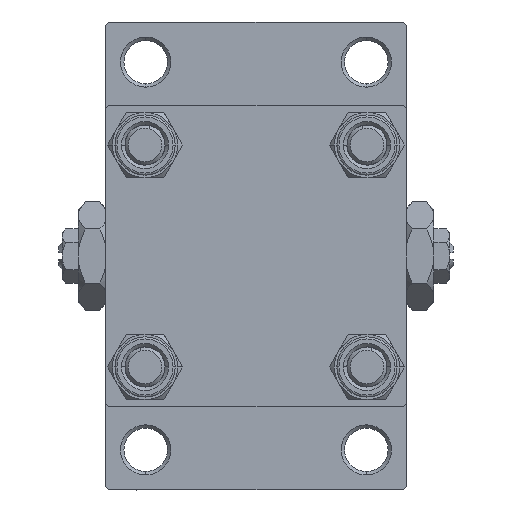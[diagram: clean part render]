
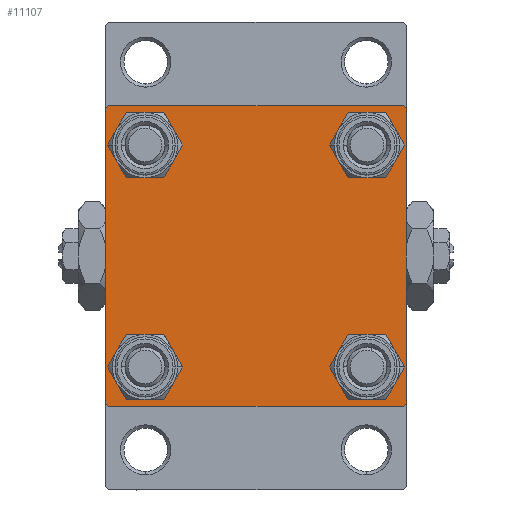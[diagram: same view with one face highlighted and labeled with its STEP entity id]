
A CAD part, left-side view. The second image highlights one B-rep face of the part: STEP entity #11107.
In plain terms, the highlighted planar face has unit normal (-1, 0, 0).
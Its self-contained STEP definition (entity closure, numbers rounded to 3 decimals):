
#810 = DIRECTION ( 'NONE',  ( 0., 0., 1. ) ) ;
#821 = DIRECTION ( 'NONE',  ( 0., 0., 1. ) ) ;
#1437 = VECTOR ( 'NONE', #22795, 1000. ) ;
#1899 = EDGE_CURVE ( 'NONE', #11172, #21914, #20896, .T. ) ;
#2371 = CARTESIAN_POINT ( 'NONE',  ( 0., -22.25, 22.25 ) ) ;
#2550 = CARTESIAN_POINT ( 'NONE',  ( 0., -16.6, 16.6 ) ) ;
#2802 = ORIENTED_EDGE ( 'NONE', *, *, #23687, .T. ) ;
#2976 = CARTESIAN_POINT ( 'NONE',  ( 0., -16.6, -16.6 ) ) ;
#3466 = EDGE_CURVE ( 'NONE', #39254, #42206, #15833, .T. ) ;
#3586 = VECTOR ( 'NONE', #49709, 1000. ) ;
#4089 = VERTEX_POINT ( 'NONE', #32504 ) ;
#5231 = AXIS2_PLACEMENT_3D ( 'NONE', #2550, #22842, #38707 ) ;
#5456 = CARTESIAN_POINT ( 'NONE',  ( 0., 16.6, -16.6 ) ) ;
#5470 = CARTESIAN_POINT ( 'NONE',  ( 0., -22.5, 22.5 ) ) ;
#6079 = VERTEX_POINT ( 'NONE', #15629 ) ;
#6152 = DIRECTION ( 'NONE',  ( 1., 0., 0. ) ) ;
#6197 = FACE_BOUND ( 'NONE', #6595, .T. ) ;
#6595 = EDGE_LOOP ( 'NONE', ( #37615, #18438 ) ) ;
#6980 = CARTESIAN_POINT ( 'NONE',  ( 0., 16.6, -16.6 ) ) ;
#7094 = CARTESIAN_POINT ( 'NONE',  ( 0., 16.6, 16.6 ) ) ;
#8365 = CARTESIAN_POINT ( 'NONE',  ( 0., -16.6, 16.6 ) ) ;
#8545 = CARTESIAN_POINT ( 'NONE',  ( 0., 22., -22.5 ) ) ;
#8795 = LINE ( 'NONE', #28306, #21533 ) ;
#8932 = CARTESIAN_POINT ( 'NONE',  ( 0., -22., 22.5 ) ) ;
#9046 = EDGE_CURVE ( 'NONE', #21914, #11172, #17042, .T. ) ;
#9658 = ORIENTED_EDGE ( 'NONE', *, *, #13488, .T. ) ;
#9692 = VERTEX_POINT ( 'NONE', #26609 ) ;
#10017 = DIRECTION ( 'NONE',  ( 0., 0.707, -0.707 ) ) ;
#10162 = LINE ( 'NONE', #5470, #3586 ) ;
#10413 = DIRECTION ( 'NONE',  ( 1., 0., 0. ) ) ;
#11107 = ADVANCED_FACE ( 'NONE', ( #22067, #41065, #17649, #6197, #33513 ), #46001, .T. ) ;
#11172 = VERTEX_POINT ( 'NONE', #34297 ) ;
#12971 = DIRECTION ( 'NONE',  ( 0., -0.707, -0.707 ) ) ;
#13235 = DIRECTION ( 'NONE',  ( 0., -1., 0. ) ) ;
#13488 = EDGE_CURVE ( 'NONE', #19391, #6079, #31147, .T. ) ;
#13740 = DIRECTION ( 'NONE',  ( 0., 0., 1. ) ) ;
#13789 = DIRECTION ( 'NONE',  ( 0., 0., 1. ) ) ;
#13943 = CARTESIAN_POINT ( 'NONE',  ( 0., -16.6, 13.1 ) ) ;
#14227 = EDGE_LOOP ( 'NONE', ( #15411, #48310 ) ) ;
#14293 = CARTESIAN_POINT ( 'NONE',  ( 0., -22.5, 22. ) ) ;
#14472 = VERTEX_POINT ( 'NONE', #13943 ) ;
#15411 = ORIENTED_EDGE ( 'NONE', *, *, #3466, .T. ) ;
#15535 = DIRECTION ( 'NONE',  ( 0., 0., 1. ) ) ;
#15629 = CARTESIAN_POINT ( 'NONE',  ( 0., 22.5, -22. ) ) ;
#15833 = CIRCLE ( 'NONE', #22501, 3.5 ) ;
#15852 = VECTOR ( 'NONE', #10017, 1000. ) ;
#16719 = ORIENTED_EDGE ( 'NONE', *, *, #50997, .F. ) ;
#16880 = CIRCLE ( 'NONE', #34354, 3.5 ) ;
#17042 = CIRCLE ( 'NONE', #27862, 3.5 ) ;
#17066 = VERTEX_POINT ( 'NONE', #8545 ) ;
#17468 = EDGE_LOOP ( 'NONE', ( #17750, #40329 ) ) ;
#17649 = FACE_BOUND ( 'NONE', #14227, .T. ) ;
#17750 = ORIENTED_EDGE ( 'NONE', *, *, #29994, .T. ) ;
#17907 = DIRECTION ( 'NONE',  ( -1., 0., 0. ) ) ;
#18438 = ORIENTED_EDGE ( 'NONE', *, *, #31474, .T. ) ;
#19273 = AXIS2_PLACEMENT_3D ( 'NONE', #40767, #6152, #48572 ) ;
#19322 = DIRECTION ( 'NONE',  ( 0., 0., 1. ) ) ;
#19391 = VERTEX_POINT ( 'NONE', #33875 ) ;
#20330 = DIRECTION ( 'NONE',  ( 1., 0., 0. ) ) ;
#20779 = EDGE_CURVE ( 'NONE', #17066, #4089, #8795, .T. ) ;
#20896 = CIRCLE ( 'NONE', #19273, 3.5 ) ;
#20928 = ORIENTED_EDGE ( 'NONE', *, *, #48758, .T. ) ;
#21045 = CARTESIAN_POINT ( 'NONE',  ( 0., 16.6, 13.1 ) ) ;
#21533 = VECTOR ( 'NONE', #36625, 1000. ) ;
#21559 = CARTESIAN_POINT ( 'NONE',  ( 0., 22.5, 22.5 ) ) ;
#21914 = VERTEX_POINT ( 'NONE', #50007 ) ;
#22067 = FACE_BOUND ( 'NONE', #17468, .T. ) ;
#22234 = DIRECTION ( 'NONE',  ( 1., 0., 0. ) ) ;
#22501 = AXIS2_PLACEMENT_3D ( 'NONE', #5456, #28379, #810 ) ;
#22795 = DIRECTION ( 'NONE',  ( 0., -0.707, 0.707 ) ) ;
#22805 = EDGE_LOOP ( 'NONE', ( #28994, #25034 ) ) ;
#22842 = DIRECTION ( 'NONE',  ( 1., 0., 0. ) ) ;
#23464 = AXIS2_PLACEMENT_3D ( 'NONE', #8365, #20330, #821 ) ;
#23687 = EDGE_CURVE ( 'NONE', #9692, #19391, #45650, .T. ) ;
#23930 = VECTOR ( 'NONE', #12971, 1000. ) ;
#24181 = VERTEX_POINT ( 'NONE', #21045 ) ;
#24280 = CIRCLE ( 'NONE', #23464, 3.5 ) ;
#24746 = AXIS2_PLACEMENT_3D ( 'NONE', #6980, #27502, #15535 ) ;
#25034 = ORIENTED_EDGE ( 'NONE', *, *, #9046, .T. ) ;
#25135 = ORIENTED_EDGE ( 'NONE', *, *, #34631, .F. ) ;
#26400 = CARTESIAN_POINT ( 'NONE',  ( 0., 22.25, 22.25 ) ) ;
#26609 = CARTESIAN_POINT ( 'NONE',  ( 0., 22., 22.5 ) ) ;
#27502 = DIRECTION ( 'NONE',  ( 1., 0., 0. ) ) ;
#27862 = AXIS2_PLACEMENT_3D ( 'NONE', #2976, #22234, #42530 ) ;
#28219 = VERTEX_POINT ( 'NONE', #8932 ) ;
#28306 = CARTESIAN_POINT ( 'NONE',  ( 0., 22.5, -22.5 ) ) ;
#28379 = DIRECTION ( 'NONE',  ( 1., 0., 0. ) ) ;
#28994 = ORIENTED_EDGE ( 'NONE', *, *, #1899, .T. ) ;
#29994 = EDGE_CURVE ( 'NONE', #43728, #14472, #46775, .T. ) ;
#30423 = AXIS2_PLACEMENT_3D ( 'NONE', #33257, #17907, #13740 ) ;
#31147 = LINE ( 'NONE', #34296, #48682 ) ;
#31347 = CARTESIAN_POINT ( 'NONE',  ( 0., -22.25, -22.25 ) ) ;
#31474 = EDGE_CURVE ( 'NONE', #24181, #44792, #16880, .T. ) ;
#32242 = EDGE_CURVE ( 'NONE', #44792, #24181, #41816, .T. ) ;
#32340 = EDGE_CURVE ( 'NONE', #14472, #43728, #24280, .T. ) ;
#32465 = ORIENTED_EDGE ( 'NONE', *, *, #44060, .T. ) ;
#32504 = CARTESIAN_POINT ( 'NONE',  ( 0., -22., -22.5 ) ) ;
#33257 = CARTESIAN_POINT ( 'NONE',  ( 0., 0., 0. ) ) ;
#33513 = FACE_OUTER_BOUND ( 'NONE', #51479, .T. ) ;
#33563 = CARTESIAN_POINT ( 'NONE',  ( 0., 16.6, 16.6 ) ) ;
#33875 = CARTESIAN_POINT ( 'NONE',  ( 0., 22.5, 22. ) ) ;
#34296 = CARTESIAN_POINT ( 'NONE',  ( 0., 22.5, 22.5 ) ) ;
#34297 = CARTESIAN_POINT ( 'NONE',  ( 0., -16.6, -13.1 ) ) ;
#34354 = AXIS2_PLACEMENT_3D ( 'NONE', #33563, #10413, #13789 ) ;
#34631 = EDGE_CURVE ( 'NONE', #38820, #43841, #10162, .T. ) ;
#36156 = CARTESIAN_POINT ( 'NONE',  ( 0., 16.6, -20.1 ) ) ;
#36625 = DIRECTION ( 'NONE',  ( 0., -1., 0. ) ) ;
#36900 = LINE ( 'NONE', #48873, #23930 ) ;
#37615 = ORIENTED_EDGE ( 'NONE', *, *, #32242, .T. ) ;
#37749 = DIRECTION ( 'NONE',  ( 0., 0.707, 0.707 ) ) ;
#38707 = DIRECTION ( 'NONE',  ( 0., 0., 1. ) ) ;
#38820 = VERTEX_POINT ( 'NONE', #14293 ) ;
#38907 = CIRCLE ( 'NONE', #24746, 3.5 ) ;
#38913 = LINE ( 'NONE', #31347, #1437 ) ;
#39085 = DIRECTION ( 'NONE',  ( 1., 0., 0. ) ) ;
#39254 = VERTEX_POINT ( 'NONE', #49226 ) ;
#39324 = AXIS2_PLACEMENT_3D ( 'NONE', #7094, #39085, #19322 ) ;
#39815 = ORIENTED_EDGE ( 'NONE', *, *, #44275, .T. ) ;
#40329 = ORIENTED_EDGE ( 'NONE', *, *, #32340, .T. ) ;
#40575 = LINE ( 'NONE', #21559, #48101 ) ;
#40767 = CARTESIAN_POINT ( 'NONE',  ( 0., -16.6, -16.6 ) ) ;
#41065 = FACE_BOUND ( 'NONE', #22805, .T. ) ;
#41134 = CARTESIAN_POINT ( 'NONE',  ( 0., -22.5, -22. ) ) ;
#41659 = LINE ( 'NONE', #2371, #43004 ) ;
#41816 = CIRCLE ( 'NONE', #39324, 3.5 ) ;
#42206 = VERTEX_POINT ( 'NONE', #36156 ) ;
#42530 = DIRECTION ( 'NONE',  ( 0., 0., 1. ) ) ;
#43004 = VECTOR ( 'NONE', #37749, 1000. ) ;
#43728 = VERTEX_POINT ( 'NONE', #45124 ) ;
#43841 = VERTEX_POINT ( 'NONE', #41134 ) ;
#44060 = EDGE_CURVE ( 'NONE', #38820, #28219, #41659, .T. ) ;
#44275 = EDGE_CURVE ( 'NONE', #4089, #43841, #38913, .T. ) ;
#44792 = VERTEX_POINT ( 'NONE', #47615 ) ;
#45124 = CARTESIAN_POINT ( 'NONE',  ( 0., -16.6, 20.1 ) ) ;
#45650 = LINE ( 'NONE', #26400, #15852 ) ;
#46001 = PLANE ( 'NONE',  #30423 ) ;
#46775 = CIRCLE ( 'NONE', #5231, 3.5 ) ;
#47615 = CARTESIAN_POINT ( 'NONE',  ( 0., 16.6, 20.1 ) ) ;
#48101 = VECTOR ( 'NONE', #13235, 1000. ) ;
#48310 = ORIENTED_EDGE ( 'NONE', *, *, #49045, .T. ) ;
#48572 = DIRECTION ( 'NONE',  ( 0., 0., 1. ) ) ;
#48682 = VECTOR ( 'NONE', #50690, 1000. ) ;
#48758 = EDGE_CURVE ( 'NONE', #6079, #17066, #36900, .T. ) ;
#48873 = CARTESIAN_POINT ( 'NONE',  ( 0., 22.25, -22.25 ) ) ;
#49045 = EDGE_CURVE ( 'NONE', #42206, #39254, #38907, .T. ) ;
#49226 = CARTESIAN_POINT ( 'NONE',  ( 0., 16.6, -13.1 ) ) ;
#49709 = DIRECTION ( 'NONE',  ( 0., 0., -1. ) ) ;
#50007 = CARTESIAN_POINT ( 'NONE',  ( 0., -16.6, -20.1 ) ) ;
#50243 = ORIENTED_EDGE ( 'NONE', *, *, #20779, .T. ) ;
#50690 = DIRECTION ( 'NONE',  ( 0., 0., -1. ) ) ;
#50997 = EDGE_CURVE ( 'NONE', #9692, #28219, #40575, .T. ) ;
#51479 = EDGE_LOOP ( 'NONE', ( #9658, #20928, #50243, #39815, #25135, #32465, #16719, #2802 ) ) ;
